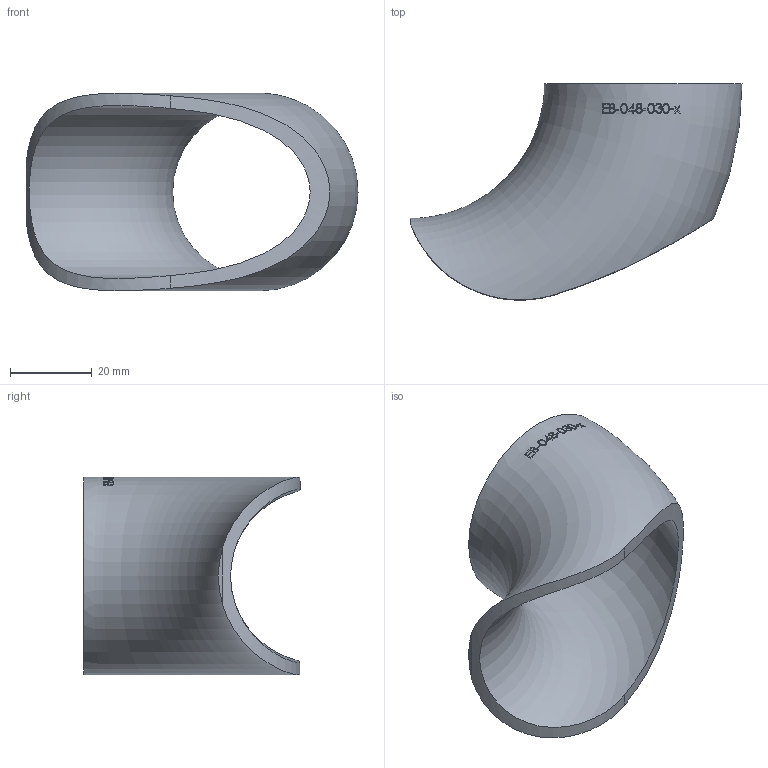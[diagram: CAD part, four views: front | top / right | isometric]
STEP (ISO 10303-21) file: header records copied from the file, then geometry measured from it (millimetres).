
FILE_DESCRIPTION (( 'STEP AP214' ), '1' );
FILE_NAME ('EB-048-030-x Einschweissbogen 2208.STEP', '2022-08-30T09:11:52', ( '' ), ( '' ), 'SwSTEP 2.0', 'SolidWorks 2019', '' );
FILE_SCHEMA (( 'AUTOMOTIVE_DESIGN' ));
Length unit declared in the file: millimetre
Products named in the file (1): EB-048-030-x Einschweissbogen 2208
Bounding box: 81.15 x 52.81 x 48.3 mm (x, y, z)
Volume: 22891.6 mm3; surface area: 16422 mm2
Topology: 1 solids, 1 shells, 154 faces, 403 edges, 270 vertices
Faces by surface type: bspline 129, torus 22, plane 2, cylinder 1
Entity records: 18179 total; most frequent: CARTESIAN_POINT 13984, ORIENTED_EDGE 798, EDGE_CURVE 399, B_SPLINE_CURVE_WITH_KNOTS 394, VERTEX_POINT 268, EDGE_LOOP 177, FACE_OUTER_BOUND 156, ADVANCED_FACE 154
